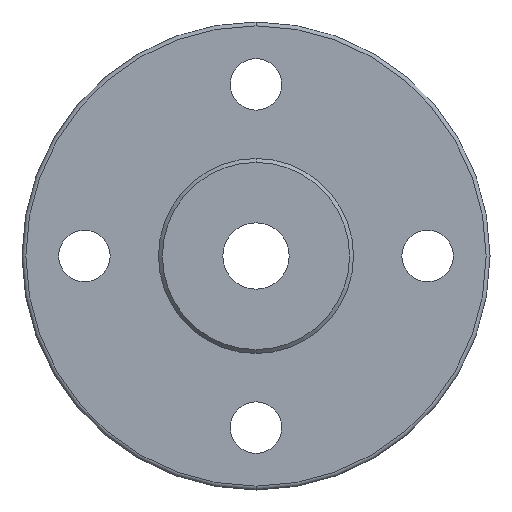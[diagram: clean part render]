
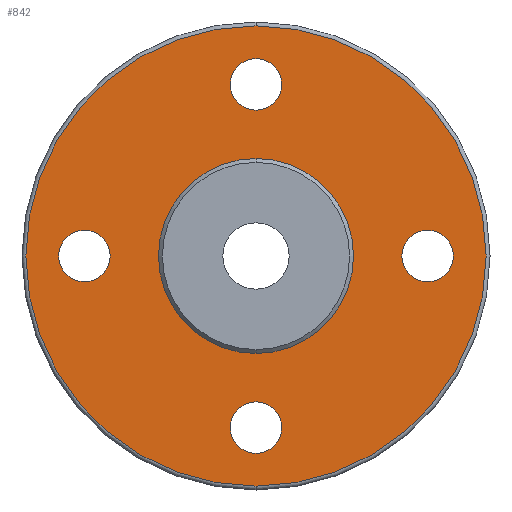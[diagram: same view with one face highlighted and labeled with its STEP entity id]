
A CAD part, front view. The second image highlights one B-rep face of the part: STEP entity #842.
In plain terms, the highlighted planar face has unit normal (0, -1, 0).
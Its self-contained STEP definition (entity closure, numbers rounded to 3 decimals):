
#8 = DIRECTION ( 'NONE',  ( 0., 0., 1. ) ) ;
#14 = CARTESIAN_POINT ( 'NONE',  ( 0., 0., -18.7 ) ) ;
#16 = AXIS2_PLACEMENT_3D ( 'NONE', #2849, #151, #46 ) ;
#21 = AXIS2_PLACEMENT_3D ( 'NONE', #2533, #246, #1261 ) ;
#34 = EDGE_CURVE ( 'NONE', #1178, #2766, #3057, .T. ) ;
#46 = DIRECTION ( 'NONE',  ( 0., 0., 1. ) ) ;
#144 = AXIS2_PLACEMENT_3D ( 'NONE', #653, #2932, #1919 ) ;
#151 = DIRECTION ( 'NONE',  ( 0., -1., 0. ) ) ;
#175 = ORIENTED_EDGE ( 'NONE', *, *, #2601, .T. ) ;
#246 = DIRECTION ( 'NONE',  ( 0., 1., 0. ) ) ;
#256 = DIRECTION ( 'NONE',  ( 0., 1., 0. ) ) ;
#276 = EDGE_CURVE ( 'NONE', #1942, #1057, #2002, .T. ) ;
#300 = EDGE_CURVE ( 'NONE', #2927, #2226, #1689, .T. ) ;
#307 = ORIENTED_EDGE ( 'NONE', *, *, #300, .T. ) ;
#378 = ORIENTED_EDGE ( 'NONE', *, *, #1841, .F. ) ;
#394 = CARTESIAN_POINT ( 'NONE',  ( 25.3, 0., 0. ) ) ;
#451 = CARTESIAN_POINT ( 'NONE',  ( 0., 0., -11.5 ) ) ;
#466 = DIRECTION ( 'NONE',  ( 0., 1., 0. ) ) ;
#471 = DIRECTION ( 'NONE',  ( 0., 1., 0. ) ) ;
#477 = DIRECTION ( 'NONE',  ( 0., 0., -1. ) ) ;
#532 = CARTESIAN_POINT ( 'NONE',  ( -25.3, 0., 0. ) ) ;
#536 = FACE_BOUND ( 'NONE', #1322, .T. ) ;
#609 = VERTEX_POINT ( 'NONE', #940 ) ;
#610 = DIRECTION ( 'NONE',  ( 0., 1., 0. ) ) ;
#625 = DIRECTION ( 'NONE',  ( 0., 1., 0. ) ) ;
#636 = DIRECTION ( 'NONE',  ( 0., 0., 1. ) ) ;
#643 = DIRECTION ( 'NONE',  ( 0., 0., 1. ) ) ;
#653 = CARTESIAN_POINT ( 'NONE',  ( 22., 0., 0. ) ) ;
#659 = AXIS2_PLACEMENT_3D ( 'NONE', #1906, #2922, #643 ) ;
#662 = CARTESIAN_POINT ( 'NONE',  ( -22., 0., 0. ) ) ;
#712 = CARTESIAN_POINT ( 'NONE',  ( 0., 0., 11.5 ) ) ;
#780 = FACE_BOUND ( 'NONE', #2468, .T. ) ;
#783 = DIRECTION ( 'NONE',  ( 0., -1., 0. ) ) ;
#842 = ADVANCED_FACE ( 'NONE', ( #1299, #536, #2813, #1799, #780, #3062 ), #2046, .F. ) ;
#848 = DIRECTION ( 'NONE',  ( 0., 0., 1. ) ) ;
#850 = ORIENTED_EDGE ( 'NONE', *, *, #1338, .T. ) ;
#878 = CARTESIAN_POINT ( 'NONE',  ( -18.7, 0., 0. ) ) ;
#907 = AXIS2_PLACEMENT_3D ( 'NONE', #2902, #625, #1645 ) ;
#927 = CARTESIAN_POINT ( 'NONE',  ( 0., 0., 18.7 ) ) ;
#940 = CARTESIAN_POINT ( 'NONE',  ( 0., 0., 29.5 ) ) ;
#953 = EDGE_CURVE ( 'NONE', #609, #1215, #1457, .T. ) ;
#957 = EDGE_LOOP ( 'NONE', ( #2981, #1253 ) ) ;
#978 = ORIENTED_EDGE ( 'NONE', *, *, #1989, .T. ) ;
#991 = EDGE_LOOP ( 'NONE', ( #2244, #307 ) ) ;
#1010 = AXIS2_PLACEMENT_3D ( 'NONE', #2119, #3130, #848 ) ;
#1017 = CIRCLE ( 'NONE', #2894, 3.3 ) ;
#1057 = VERTEX_POINT ( 'NONE', #2903 ) ;
#1073 = CIRCLE ( 'NONE', #2946, 3.3 ) ;
#1143 = CARTESIAN_POINT ( 'NONE',  ( 0., 0., -29.5 ) ) ;
#1178 = VERTEX_POINT ( 'NONE', #712 ) ;
#1193 = AXIS2_PLACEMENT_3D ( 'NONE', #1323, #783, #2196 ) ;
#1203 = ORIENTED_EDGE ( 'NONE', *, *, #34, .F. ) ;
#1215 = VERTEX_POINT ( 'NONE', #1143 ) ;
#1226 = AXIS2_PLACEMENT_3D ( 'NONE', #2742, #466, #1488 ) ;
#1253 = ORIENTED_EDGE ( 'NONE', *, *, #3063, .T. ) ;
#1261 = DIRECTION ( 'NONE',  ( -1., 0., 0. ) ) ;
#1270 = CARTESIAN_POINT ( 'NONE',  ( 0., 0., 0. ) ) ;
#1299 = FACE_OUTER_BOUND ( 'NONE', #957, .T. ) ;
#1322 = EDGE_LOOP ( 'NONE', ( #1203, #378 ) ) ;
#1323 = CARTESIAN_POINT ( 'NONE',  ( 0., 0., 0. ) ) ;
#1338 = EDGE_CURVE ( 'NONE', #1057, #1942, #1462, .T. ) ;
#1457 = CIRCLE ( 'NONE', #16, 29.5 ) ;
#1462 = CIRCLE ( 'NONE', #21, 3.3 ) ;
#1488 = DIRECTION ( 'NONE',  ( 0., 0., -1. ) ) ;
#1490 = DIRECTION ( 'NONE',  ( 1., 0., 0. ) ) ;
#1645 = DIRECTION ( 'NONE',  ( 0., 0., 1. ) ) ;
#1670 = EDGE_CURVE ( 'NONE', #1858, #3142, #2664, .T. ) ;
#1689 = CIRCLE ( 'NONE', #3113, 3.3 ) ;
#1711 = EDGE_LOOP ( 'NONE', ( #2751, #175 ) ) ;
#1740 = CARTESIAN_POINT ( 'NONE',  ( 0., 0., 22. ) ) ;
#1799 = FACE_BOUND ( 'NONE', #1995, .T. ) ;
#1841 = EDGE_CURVE ( 'NONE', #2766, #1178, #2459, .T. ) ;
#1858 = VERTEX_POINT ( 'NONE', #2640 ) ;
#1899 = CARTESIAN_POINT ( 'NONE',  ( 0., 0., -22. ) ) ;
#1906 = CARTESIAN_POINT ( 'NONE',  ( 0., 0., 0. ) ) ;
#1919 = DIRECTION ( 'NONE',  ( -1., 0., 0. ) ) ;
#1933 = CARTESIAN_POINT ( 'NONE',  ( 0., 0., -25.3 ) ) ;
#1942 = VERTEX_POINT ( 'NONE', #394 ) ;
#1978 = AXIS2_PLACEMENT_3D ( 'NONE', #1740, #2752, #477 ) ;
#1989 = EDGE_CURVE ( 'NONE', #3142, #1858, #2990, .T. ) ;
#1995 = EDGE_LOOP ( 'NONE', ( #978, #2719 ) ) ;
#2002 = CIRCLE ( 'NONE', #144, 3.3 ) ;
#2046 = PLANE ( 'NONE',  #2188 ) ;
#2095 = CIRCLE ( 'NONE', #659, 29.5 ) ;
#2119 = CARTESIAN_POINT ( 'NONE',  ( 0., 0., 0. ) ) ;
#2188 = AXIS2_PLACEMENT_3D ( 'NONE', #1270, #256, #8 ) ;
#2196 = DIRECTION ( 'NONE',  ( 0., 0., 1. ) ) ;
#2221 = EDGE_CURVE ( 'NONE', #2923, #2323, #2353, .T. ) ;
#2226 = VERTEX_POINT ( 'NONE', #878 ) ;
#2244 = ORIENTED_EDGE ( 'NONE', *, *, #2814, .T. ) ;
#2323 = VERTEX_POINT ( 'NONE', #1933 ) ;
#2353 = CIRCLE ( 'NONE', #907, 3.3 ) ;
#2459 = CIRCLE ( 'NONE', #1010, 11.5 ) ;
#2468 = EDGE_LOOP ( 'NONE', ( #850, #3236 ) ) ;
#2533 = CARTESIAN_POINT ( 'NONE',  ( 22., 0., 0. ) ) ;
#2601 = EDGE_CURVE ( 'NONE', #2323, #2923, #1073, .T. ) ;
#2640 = CARTESIAN_POINT ( 'NONE',  ( 0., 0., 25.3 ) ) ;
#2664 = CIRCLE ( 'NONE', #1226, 3.3 ) ;
#2719 = ORIENTED_EDGE ( 'NONE', *, *, #1670, .T. ) ;
#2742 = CARTESIAN_POINT ( 'NONE',  ( 0., 0., 22. ) ) ;
#2745 = CARTESIAN_POINT ( 'NONE',  ( -22., 0., 0. ) ) ;
#2751 = ORIENTED_EDGE ( 'NONE', *, *, #2221, .T. ) ;
#2752 = DIRECTION ( 'NONE',  ( 0., 1., 0. ) ) ;
#2766 = VERTEX_POINT ( 'NONE', #451 ) ;
#2813 = FACE_BOUND ( 'NONE', #991, .T. ) ;
#2814 = EDGE_CURVE ( 'NONE', #2226, #2927, #1017, .T. ) ;
#2849 = CARTESIAN_POINT ( 'NONE',  ( 0., 0., 0. ) ) ;
#2887 = DIRECTION ( 'NONE',  ( 1., 0., 0. ) ) ;
#2894 = AXIS2_PLACEMENT_3D ( 'NONE', #2745, #471, #1490 ) ;
#2902 = CARTESIAN_POINT ( 'NONE',  ( 0., 0., -22. ) ) ;
#2903 = CARTESIAN_POINT ( 'NONE',  ( 18.7, 0., 0. ) ) ;
#2915 = DIRECTION ( 'NONE',  ( 0., 1., 0. ) ) ;
#2922 = DIRECTION ( 'NONE',  ( 0., -1., 0. ) ) ;
#2923 = VERTEX_POINT ( 'NONE', #14 ) ;
#2927 = VERTEX_POINT ( 'NONE', #532 ) ;
#2932 = DIRECTION ( 'NONE',  ( 0., 1., 0. ) ) ;
#2946 = AXIS2_PLACEMENT_3D ( 'NONE', #1899, #2915, #636 ) ;
#2981 = ORIENTED_EDGE ( 'NONE', *, *, #953, .T. ) ;
#2990 = CIRCLE ( 'NONE', #1978, 3.3 ) ;
#3057 = CIRCLE ( 'NONE', #1193, 11.5 ) ;
#3062 = FACE_BOUND ( 'NONE', #1711, .T. ) ;
#3063 = EDGE_CURVE ( 'NONE', #1215, #609, #2095, .T. ) ;
#3113 = AXIS2_PLACEMENT_3D ( 'NONE', #662, #610, #2887 ) ;
#3130 = DIRECTION ( 'NONE',  ( 0., -1., 0. ) ) ;
#3142 = VERTEX_POINT ( 'NONE', #927 ) ;
#3236 = ORIENTED_EDGE ( 'NONE', *, *, #276, .T. ) ;
